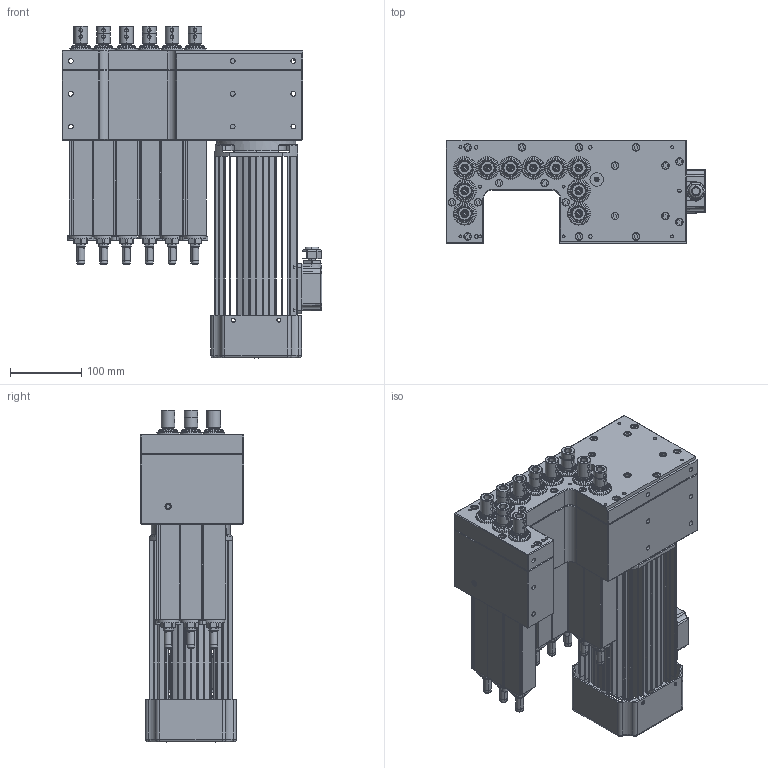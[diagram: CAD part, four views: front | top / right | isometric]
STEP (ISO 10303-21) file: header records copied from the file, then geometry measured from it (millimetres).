
FILE_DESCRIPTION (( 'STEP AP214' ), '1' );
FILE_NAME ('PZ4H10A-0001.STEP', '2023-12-09T05:54:10', ( 'Sysceo.com' ), ( '' ), 'SwSTEP 2.0', 'SolidWorks 2018', '' );
FILE_SCHEMA (( 'AUTOMOTIVE_DESIGN' ));
Length unit declared in the file: millimetre
Products named in the file (1): PZ4H10A-0001
Bounding box: 363.91 x 145 x 465.5 mm (x, y, z)
Surface area: 760455.4 mm2 (no closed solid volume)
Topology: 0 solids, 154 shells, 2150 faces, 6573 edges, 4463 vertices
Faces by surface type: cylinder 925, plane 823, cone 282, torus 85, bspline 35
Entity records: 82004 total; most frequent: CARTESIAN_POINT 22552, DIRECTION 12683, ORIENTED_EDGE 11065, EDGE_CURVE 6569, AXIS2_PLACEMENT_3D 4810, VERTEX_POINT 4462, VECTOR 3063, LINE 3063
